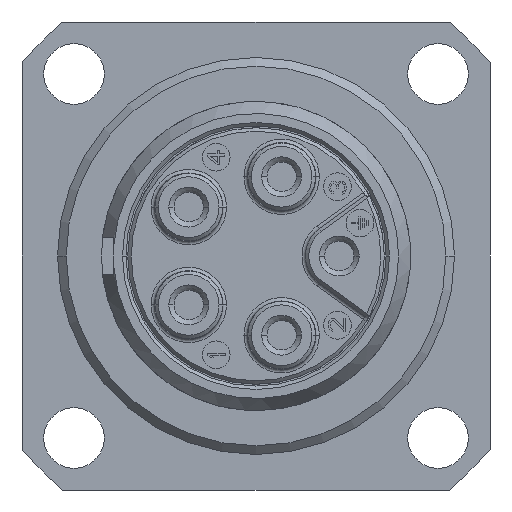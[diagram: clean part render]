
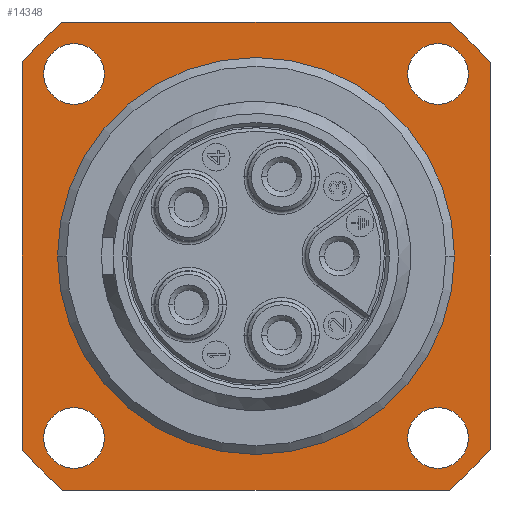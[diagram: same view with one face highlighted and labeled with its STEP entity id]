
A CAD part, left-side view. The second image highlights one B-rep face of the part: STEP entity #14348.
In plain terms, the highlighted planar face has unit normal (-1, 0, 0).
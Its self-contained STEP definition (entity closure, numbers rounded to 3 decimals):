
#302=CARTESIAN_POINT('',(0.7,0.,0.));
#303=DIRECTION('',(1.,0.,0.));
#304=DIRECTION('',(0.,1.,0.));
#305=AXIS2_PLACEMENT_3D('',#302,#303,#304);
#315=CARTESIAN_POINT('',(0.7,0.,0.));
#316=DIRECTION('',(1.,0.,0.));
#317=DIRECTION('',(0.,-1.,0.));
#318=AXIS2_PLACEMENT_3D('',#315,#316,#317);
#320=DIRECTION('',(0.,1.,0.));
#321=VECTOR('',#320,22.271);
#322=CARTESIAN_POINT('',(0.7,-11.136,13.5));
#323=LINE('1337',#322,#321);
#324=CARTESIAN_POINT('',(0.7,0.,0.));
#325=DIRECTION('',(1.,0.,0.));
#326=DIRECTION('',(0.,-0.636,0.771));
#327=AXIS2_PLACEMENT_3D('',#324,#325,#326);
#329=DIRECTION('',(0.,0.,1.));
#330=VECTOR('',#329,22.271);
#331=CARTESIAN_POINT('',(0.7,-13.5,-11.136));
#332=LINE('1338',#331,#330);
#333=CARTESIAN_POINT('',(0.7,0.,0.));
#334=DIRECTION('',(1.,0.,0.));
#335=DIRECTION('',(0.,-0.771,-0.636));
#336=AXIS2_PLACEMENT_3D('',#333,#334,#335);
#338=DIRECTION('',(0.,-1.,0.));
#339=VECTOR('',#338,22.271);
#340=CARTESIAN_POINT('',(0.7,11.136,-13.5));
#341=LINE('1339',#340,#339);
#342=CARTESIAN_POINT('',(0.7,0.,0.));
#343=DIRECTION('',(1.,0.,0.));
#344=DIRECTION('',(0.,0.636,-0.771));
#345=AXIS2_PLACEMENT_3D('',#342,#343,#344);
#347=DIRECTION('',(0.,0.,-1.));
#348=VECTOR('',#347,22.271);
#349=CARTESIAN_POINT('',(0.7,13.5,11.136));
#350=LINE('1340',#349,#348);
#351=CARTESIAN_POINT('',(0.7,0.,0.));
#352=DIRECTION('',(1.,0.,0.));
#353=DIRECTION('',(0.,0.771,0.636));
#354=AXIS2_PLACEMENT_3D('',#351,#352,#353);
#356=CARTESIAN_POINT('',(0.7,10.5,-10.5));
#357=DIRECTION('',(-1.,0.,0.));
#358=DIRECTION('',(0.,0.,-1.));
#359=AXIS2_PLACEMENT_3D('',#356,#357,#358);
#361=CARTESIAN_POINT('',(0.7,10.5,-10.5));
#362=DIRECTION('',(-1.,0.,0.));
#363=DIRECTION('',(0.,0.,1.));
#364=AXIS2_PLACEMENT_3D('',#361,#362,#363);
#366=CARTESIAN_POINT('',(0.7,10.5,10.5));
#367=DIRECTION('',(-1.,0.,0.));
#368=DIRECTION('',(0.,0.,-1.));
#369=AXIS2_PLACEMENT_3D('',#366,#367,#368);
#371=CARTESIAN_POINT('',(0.7,10.5,10.5));
#372=DIRECTION('',(-1.,0.,0.));
#373=DIRECTION('',(0.,0.,1.));
#374=AXIS2_PLACEMENT_3D('',#371,#372,#373);
#376=CARTESIAN_POINT('',(0.7,-10.5,-10.5));
#377=DIRECTION('',(-1.,0.,0.));
#378=DIRECTION('',(0.,0.,-1.));
#379=AXIS2_PLACEMENT_3D('',#376,#377,#378);
#381=CARTESIAN_POINT('',(0.7,-10.5,-10.5));
#382=DIRECTION('',(-1.,0.,0.));
#383=DIRECTION('',(0.,0.,1.));
#384=AXIS2_PLACEMENT_3D('',#381,#382,#383);
#386=CARTESIAN_POINT('',(0.7,-10.5,10.5));
#387=DIRECTION('',(-1.,0.,0.));
#388=DIRECTION('',(0.,0.,-1.));
#389=AXIS2_PLACEMENT_3D('',#386,#387,#388);
#391=CARTESIAN_POINT('',(0.7,-10.5,10.5));
#392=DIRECTION('',(-1.,0.,0.));
#393=DIRECTION('',(0.,0.,1.));
#394=AXIS2_PLACEMENT_3D('',#391,#392,#393);
#11002=CARTESIAN_POINT('',(0.7,11.45,0.));
#11003=VERTEX_POINT('',#11002);
#11004=CARTESIAN_POINT('',(0.7,-11.45,0.));
#11005=VERTEX_POINT('',#11004);
#11022=CARTESIAN_POINT('',(0.7,10.5,-12.25));
#11023=CARTESIAN_POINT('',(0.7,10.5,-8.75));
#11024=VERTEX_POINT('',#11022);
#11025=VERTEX_POINT('',#11023);
#11026=CARTESIAN_POINT('',(0.7,10.5,8.75));
#11027=CARTESIAN_POINT('',(0.7,10.5,12.25));
#11028=VERTEX_POINT('',#11026);
#11029=VERTEX_POINT('',#11027);
#11030=CARTESIAN_POINT('',(0.7,-10.5,-12.25));
#11031=CARTESIAN_POINT('',(0.7,-10.5,-8.75));
#11032=VERTEX_POINT('',#11030);
#11033=VERTEX_POINT('',#11031);
#11034=CARTESIAN_POINT('',(0.7,-10.5,8.75));
#11035=CARTESIAN_POINT('',(0.7,-10.5,12.25));
#11036=VERTEX_POINT('',#11034);
#11037=VERTEX_POINT('',#11035);
#11115=CARTESIAN_POINT('',(0.7,-11.136,13.5));
#11116=CARTESIAN_POINT('',(0.7,11.136,13.5));
#11117=VERTEX_POINT('',#11115);
#11118=VERTEX_POINT('',#11116);
#11119=CARTESIAN_POINT('',(0.7,-13.5,-11.136));
#11120=CARTESIAN_POINT('',(0.7,-13.5,11.136));
#11121=VERTEX_POINT('',#11119);
#11122=VERTEX_POINT('',#11120);
#11123=CARTESIAN_POINT('',(0.7,11.136,-13.5));
#11124=CARTESIAN_POINT('',(0.7,-11.136,-13.5));
#11125=VERTEX_POINT('',#11123);
#11126=VERTEX_POINT('',#11124);
#11127=CARTESIAN_POINT('',(0.7,13.5,11.136));
#11128=CARTESIAN_POINT('',(0.7,13.5,-11.136));
#11129=VERTEX_POINT('',#11127);
#11130=VERTEX_POINT('',#11128);
#14297=CARTESIAN_POINT('',(0.7,0.,0.));
#14298=DIRECTION('',(1.,0.,0.));
#14299=DIRECTION('',(0.,0.,-1.));
#14300=AXIS2_PLACEMENT_3D('',#14297,#14298,#14299);
#14301=PLANE('287',#14300);
#14303=ORIENTED_EDGE('1337',*,*,#14302,.F.);
#14305=ORIENTED_EDGE('1398',*,*,#14304,.T.);
#14307=ORIENTED_EDGE('1338',*,*,#14306,.F.);
#14309=ORIENTED_EDGE('1397',*,*,#14308,.T.);
#14311=ORIENTED_EDGE('1339',*,*,#14310,.F.);
#14313=ORIENTED_EDGE('1396',*,*,#14312,.T.);
#14315=ORIENTED_EDGE('1340',*,*,#14314,.F.);
#14317=ORIENTED_EDGE('1385',*,*,#14316,.T.);
#14318=EDGE_LOOP('287',(#14303,#14305,#14307,#14309,#14311,#14313,#14315,
#14317));
#14319=FACE_OUTER_BOUND('287',#14318,.F.);
#14321=ORIENTED_EDGE('1253',*,*,#14320,.T.);
#14323=ORIENTED_EDGE('1254',*,*,#14322,.T.);
#14324=EDGE_LOOP('287',(#14321,#14323));
#14325=FACE_BOUND('287',#14324,.F.);
#14327=ORIENTED_EDGE('1255',*,*,#14326,.T.);
#14329=ORIENTED_EDGE('1256',*,*,#14328,.T.);
#14330=EDGE_LOOP('287',(#14327,#14329));
#14331=FACE_BOUND('287',#14330,.F.);
#14333=ORIENTED_EDGE('1257',*,*,#14332,.T.);
#14335=ORIENTED_EDGE('1258',*,*,#14334,.T.);
#14336=EDGE_LOOP('287',(#14333,#14335));
#14337=FACE_BOUND('287',#14336,.F.);
#14339=ORIENTED_EDGE('1259',*,*,#14338,.T.);
#14341=ORIENTED_EDGE('1260',*,*,#14340,.T.);
#14342=EDGE_LOOP('287',(#14339,#14341));
#14343=FACE_BOUND('287',#14342,.F.);
#14344=ORIENTED_EDGE('1243',*,*,#14262,.F.);
#14345=ORIENTED_EDGE('1244',*,*,#14285,.F.);
#14346=EDGE_LOOP('287',(#14344,#14345));
#14347=FACE_BOUND('287',#14346,.F.);
#306=CIRCLE('1243',#305,11.45);
#319=CIRCLE('1244',#318,11.45);
#328=CIRCLE('1398',#327,17.5);
#337=CIRCLE('1397',#336,17.5);
#346=CIRCLE('1396',#345,17.5);
#355=CIRCLE('1385',#354,17.5);
#360=CIRCLE('1253',#359,1.75);
#365=CIRCLE('1254',#364,1.75);
#370=CIRCLE('1255',#369,1.75);
#375=CIRCLE('1256',#374,1.75);
#380=CIRCLE('1257',#379,1.75);
#385=CIRCLE('1258',#384,1.75);
#390=CIRCLE('1259',#389,1.75);
#395=CIRCLE('1260',#394,1.75);
#14262=EDGE_CURVE('1243',#11003,#11005,#306,.T.);
#14285=EDGE_CURVE('1244',#11005,#11003,#319,.T.);
#14302=EDGE_CURVE('1337',#11117,#11118,#323,.T.);
#14304=EDGE_CURVE('1398',#11117,#11122,#328,.T.);
#14306=EDGE_CURVE('1338',#11121,#11122,#332,.T.);
#14308=EDGE_CURVE('1397',#11121,#11126,#337,.T.);
#14310=EDGE_CURVE('1339',#11125,#11126,#341,.T.);
#14312=EDGE_CURVE('1396',#11125,#11130,#346,.T.);
#14314=EDGE_CURVE('1340',#11129,#11130,#350,.T.);
#14316=EDGE_CURVE('1385',#11129,#11118,#355,.T.);
#14320=EDGE_CURVE('1253',#11024,#11025,#360,.T.);
#14322=EDGE_CURVE('1254',#11025,#11024,#365,.T.);
#14326=EDGE_CURVE('1255',#11028,#11029,#370,.T.);
#14328=EDGE_CURVE('1256',#11029,#11028,#375,.T.);
#14332=EDGE_CURVE('1257',#11032,#11033,#380,.T.);
#14334=EDGE_CURVE('1258',#11033,#11032,#385,.T.);
#14338=EDGE_CURVE('1259',#11036,#11037,#390,.T.);
#14340=EDGE_CURVE('1260',#11037,#11036,#395,.T.);
#14348=ADVANCED_FACE('287',(#14319,#14325,#14331,#14337,#14343,#14347),#14301,
.F.);
